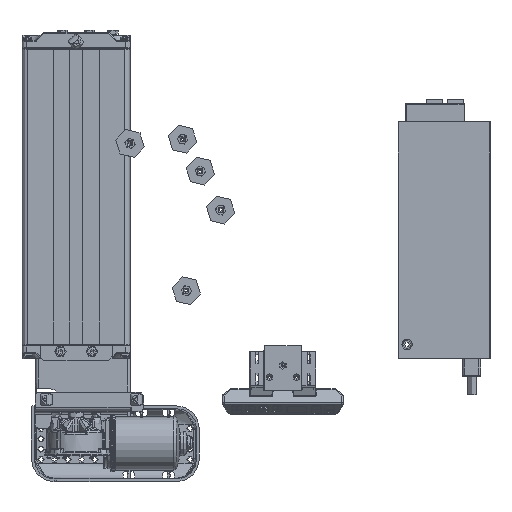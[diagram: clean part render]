
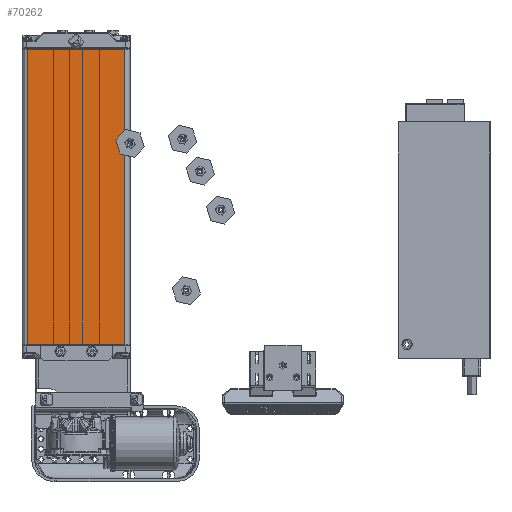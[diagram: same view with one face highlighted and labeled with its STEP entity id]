
A CAD part, top view. The second image highlights one B-rep face of the part: STEP entity #70262.
In plain terms, the highlighted planar face has unit normal (0, 0, 1).
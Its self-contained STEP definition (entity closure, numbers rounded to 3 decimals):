
#12965=FACE_OUTER_BOUND('',#17118,.T.);
#17118=EDGE_LOOP('',(#47582,#47583,#47584,#47585));
#21631=LINE('',#102901,#25789);
#21632=LINE('',#102903,#25790);
#21633=LINE('',#102905,#25791);
#21634=LINE('',#102906,#25792);
#25789=VECTOR('',#83039,327.5);
#25790=VECTOR('',#83040,108.);
#25791=VECTOR('',#83041,327.5);
#25792=VECTOR('',#83042,108.);
#29947=VERTEX_POINT('',#102899);
#29948=VERTEX_POINT('',#102900);
#29949=VERTEX_POINT('',#102902);
#29950=VERTEX_POINT('',#102904);
#36792=EDGE_CURVE('',#29947,#29948,#21631,.F.);
#36793=EDGE_CURVE('',#29948,#29949,#21632,.T.);
#36794=EDGE_CURVE('',#29949,#29950,#21633,.T.);
#36795=EDGE_CURVE('',#29950,#29947,#21634,.F.);
#47582=ORIENTED_EDGE('',*,*,#36792,.T.);
#47583=ORIENTED_EDGE('',*,*,#36793,.T.);
#47584=ORIENTED_EDGE('',*,*,#36794,.T.);
#47585=ORIENTED_EDGE('',*,*,#36795,.T.);
#69162=PLANE('',#75181);
#70262=ADVANCED_FACE('',(#12965),#69162,.T.);
#75181=AXIS2_PLACEMENT_3D('',#102898,#83037,#83038);
#83037=DIRECTION('center_axis',(0.,0.,1.));
#83038=DIRECTION('ref_axis',(1.,0.,0.));
#83039=DIRECTION('',(0.,-1.,0.));
#83040=DIRECTION('',(-1.,0.,0.));
#83041=DIRECTION('',(0.,-1.,0.));
#83042=DIRECTION('',(-1.,0.,0.));
#102898=CARTESIAN_POINT('Origin',(60.,328.5,30.));
#102899=CARTESIAN_POINT('',(54.,0.5,30.));
#102900=CARTESIAN_POINT('',(54.,328.,30.));
#102901=CARTESIAN_POINT('',(54.,328.,30.));
#102902=CARTESIAN_POINT('',(-54.,328.,30.));
#102903=CARTESIAN_POINT('',(54.,328.,30.));
#102904=CARTESIAN_POINT('',(-54.,0.5,30.));
#102905=CARTESIAN_POINT('',(-54.,328.,30.));
#102906=CARTESIAN_POINT('',(54.,0.5,30.));
